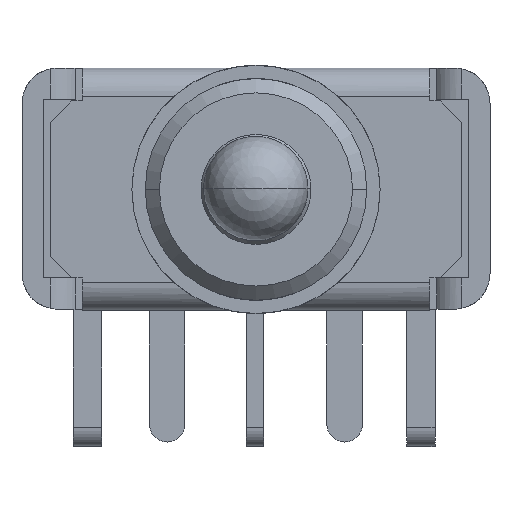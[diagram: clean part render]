
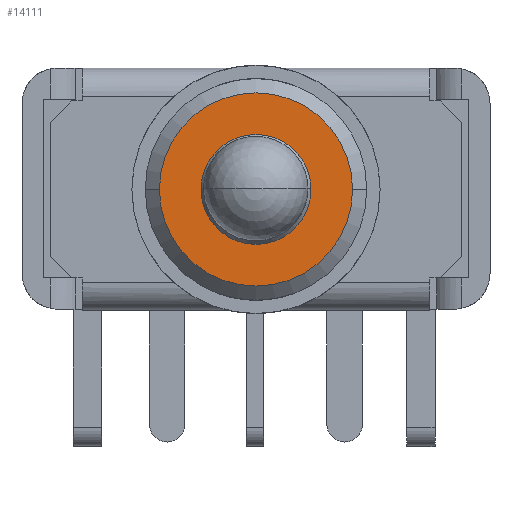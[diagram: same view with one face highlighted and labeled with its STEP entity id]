
A CAD part, front view. The second image highlights one B-rep face of the part: STEP entity #14111.
In plain terms, the highlighted planar face has unit normal (0, -1, 0).
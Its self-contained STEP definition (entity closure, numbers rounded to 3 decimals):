
#5578=CARTESIAN_POINT('',(0.,-6.,-0.025));
#5579=DIRECTION('',(0.,-1.,0.));
#5580=DIRECTION('',(-1.,0.,0.));
#5581=AXIS2_PLACEMENT_3D('',#5578,#5579,#5580);
#5583=CARTESIAN_POINT('',(0.,-6.,-0.025));
#5584=DIRECTION('',(0.,1.,0.));
#5585=DIRECTION('',(-1.,0.,0.));
#5586=AXIS2_PLACEMENT_3D('',#5583,#5584,#5585);
#5592=CARTESIAN_POINT('',(0.,-6.,-0.025));
#5593=DIRECTION('',(0.,1.,0.));
#5594=DIRECTION('',(-1.,0.,0.));
#5595=AXIS2_PLACEMENT_3D('',#5592,#5593,#5594);
#5601=CARTESIAN_POINT('',(0.,-6.,-0.025));
#5602=DIRECTION('',(0.,-1.,0.));
#5603=DIRECTION('',(-1.,0.,0.));
#5604=AXIS2_PLACEMENT_3D('',#5601,#5602,#5603);
#6696=CARTESIAN_POINT('',(-1.55,-6.,-0.025));
#6698=VERTEX_POINT('',#6696);
#6718=CARTESIAN_POINT('',(-2.725,-6.,-0.025));
#6719=VERTEX_POINT('',#6718);
#6720=CARTESIAN_POINT('',(1.55,-6.,-0.025));
#6722=VERTEX_POINT('',#6720);
#6742=CARTESIAN_POINT('',(2.725,-6.,-0.025));
#6743=VERTEX_POINT('',#6742);
#14096=CARTESIAN_POINT('',(0.,-6.,-0.025));
#14097=DIRECTION('',(0.,-1.,0.));
#14098=DIRECTION('',(-1.,0.,0.));
#14099=AXIS2_PLACEMENT_3D('',#14096,#14097,#14098);
#14100=PLANE('',#14099);
#14101=ORIENTED_EDGE('',*,*,#14075,.F.);
#14102=ORIENTED_EDGE('',*,*,#14091,.T.);
#14103=EDGE_LOOP('',(#14101,#14102));
#14104=FACE_OUTER_BOUND('',#14103,.F.);
#14106=ORIENTED_EDGE('',*,*,#14105,.F.);
#14108=ORIENTED_EDGE('',*,*,#14107,.T.);
#14109=EDGE_LOOP('',(#14106,#14108));
#14110=FACE_BOUND('',#14109,.F.);
#5582=CIRCLE('',#5581,2.725);
#5587=CIRCLE('',#5586,2.725);
#5596=CIRCLE('',#5595,1.55);
#5605=CIRCLE('',#5604,1.55);
#14075=EDGE_CURVE('',#6719,#6743,#5582,.T.);
#14091=EDGE_CURVE('',#6719,#6743,#5587,.T.);
#14105=EDGE_CURVE('',#6698,#6722,#5596,.T.);
#14107=EDGE_CURVE('',#6698,#6722,#5605,.T.);
#14111=ADVANCED_FACE('',(#14104,#14110),#14100,.T.);
